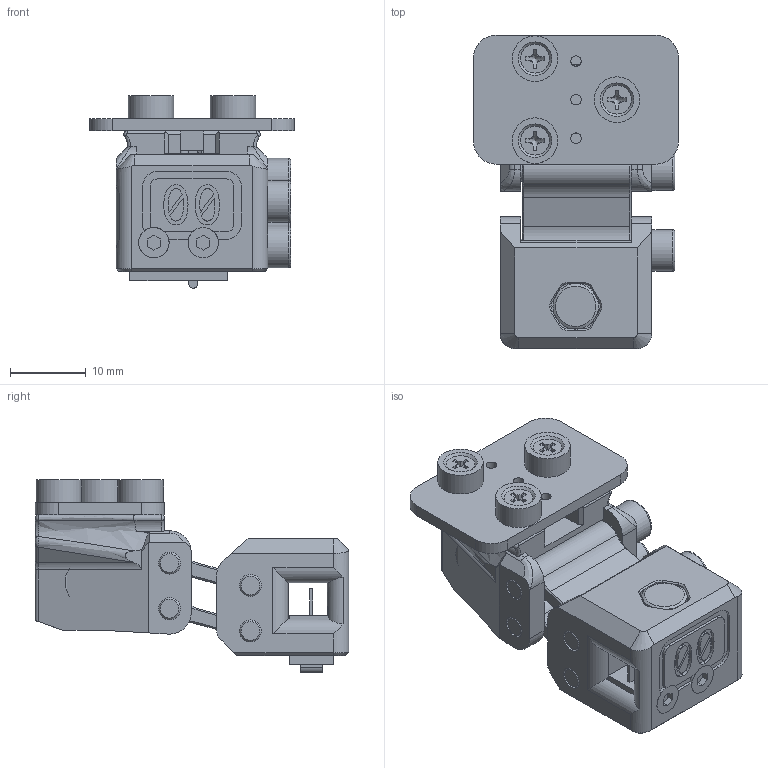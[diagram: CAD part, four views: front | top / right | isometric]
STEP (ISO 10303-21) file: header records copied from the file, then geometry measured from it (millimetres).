
FILE_DESCRIPTION(/* description */ ('STEP AP242','CAx-IF Rec.Pracs.---Representation and Presentation of Product Manufacturing Information (PMI)---4.0---2014-10-13','CAx-IF Rec.Pracs.---3D Tessellated Geometry---0.4---2014-09-14','2;1'),/* implementation_level */ '2;1');
FILE_NAME(/* name */ 'Klicky-00 Xol D2F PCB',/* time_stamp */ '2025-01-01T09:24:56Z',/* author */ (''),/* organization */ (''),/* preprocessor_version */ 'ST-DEVELOPER v20',/* originating_system */ 'ONSHAPE BY PTC INC, 1.191',/* authorisation */ ' ');
FILE_SCHEMA (('AP242_MANAGED_MODEL_BASED_3D_ENGINEERING_MIM_LF { 1 0 10303 442 1 1 4 }'));
Length unit declared in the file: millimetre
Products named in the file (21): Klicky-00 Xol D2F PCB; Klicky-00_Xol_PCB_Swingarm_Upper; 6x3 Magnet; Klicky-00_Xol_PCB_Swingarm_Lower; Xol D2F Front <1>; Hex socket head cap screw M3x0.50 x 20; Klicky-00_Xol_D2F_Front; M2x10 FHCS; D2F (1) <1>; D2F_ACTUATOR (1); D2F_BASE (1); K-00 PCB Rear <1>; PCB-Klicky_Probe-side <1>; pcb; 94180A307_Tapered Heat-Set Inserts for Plastic; Magnets (1) <1>; Magnets; 91420A003_Steel Phillips Flat Head Screws; Klicky-00_PCB_Klicky_Rear
Assembly tree (31 placements, depth 5):
  Klicky-00 Xol D2F PCB
    Klicky-00_Xol_PCB_Swingarm_Upper
    6x3 Magnet
    Klicky-00_Xol_PCB_Swingarm_Lower
    Xol D2F Front <1>
      Hex socket head cap screw M3x0.50 x 20  x2
      6x3 Magnet
      Klicky-00_Xol_D2F_Front
      M2x10 FHCS  x2
      D2F (1) <1>
        D2F_ACTUATOR (1)
        D2F_BASE (1)
    K-00 PCB Rear <1>
      6x3 Magnet  x2
      Hex socket head cap screw M3x0.50 x 20  x2
      PCB-Klicky_Probe-side <1>
        pcb
        94180A307_Tapered Heat-Set Inserts for Plastic  x3
        Magnets (1) <1>
          Magnets
          91420A003_Steel Phillips Flat Head Screws  x3
          Magnets
          Magnets
      Klicky-00_PCB_Klicky_Rear
Bounding box: 27 x 41.3 x 25.36 mm (x, y, z)
Volume: 8934.2 mm3; surface area: 11358 mm2
Topology: 26 solids, 26 shells, 2768 faces, 5321 edges, 2623 vertices
Faces by surface type: bspline 1803, plane 634, cylinder 192, cone 121, torus 18
Full cylindrical faces by diameter (mm): 1.4 x3, 1.8 x2, 2 x39, 2.4 x6, 2.5 x1, 2.6 x1, 2.8 x1, 2.9 x8, 2.964 x3, 3 x7, 3.2 x4, 3.222 x3, 3.58 x3, 4 x4, 5.5 x4, 6 x7, 6.1 x1
Entity records: 39157 total; most frequent: CARTESIAN_POINT 15643, ORIENTED_EDGE 5006, DIRECTION 4184, EDGE_CURVE 2503, AXIS2_PLACEMENT_3D 1439, FACE_BOUND 1391, EDGE_LOOP 1389, VERTEX_POINT 1382
